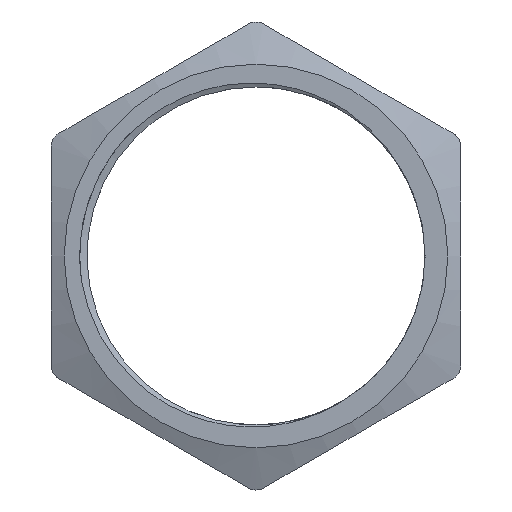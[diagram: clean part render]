
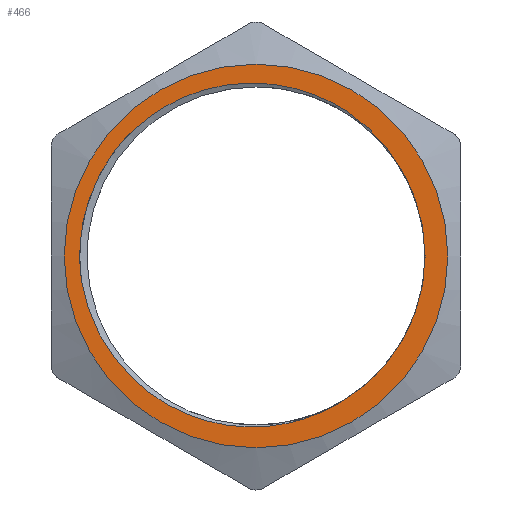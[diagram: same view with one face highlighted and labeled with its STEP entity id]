
A CAD part, front view. The second image highlights one B-rep face of the part: STEP entity #466.
In plain terms, the highlighted planar face has unit normal (0, -1, 0).
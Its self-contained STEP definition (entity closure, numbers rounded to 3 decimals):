
#20=FACE_BOUND('',#62,.T.);
#22=PLANE('',#517);
#35=FACE_OUTER_BOUND('',#61,.T.);
#61=EDGE_LOOP('',(#309));
#62=EDGE_LOOP('',(#310,#311,#312,#313));
#100=CIRCLE('',#509,5.7);
#103=CIRCLE('',#518,6.467);
#112=B_SPLINE_CURVE_WITH_KNOTS('',3,(#1932,#1933,#1934,#1935,#1936,#1937,
#1938,#1939,#1940,#1941,#1942,#1943,#1944,#1945,#1946,#1947),
 .UNSPECIFIED.,.F.,.F.,(4,2,2,2,2,2,2,4),(-1.027,-0.918,
-0.814,-0.618,-0.518,-0.331,
-0.175,0.),.UNSPECIFIED.);
#113=B_SPLINE_CURVE_WITH_KNOTS('',3,(#1949,#1950,#1951,#1952,#1953,#1954),
 .UNSPECIFIED.,.F.,.F.,(4,2,4),(-0.47,-0.235,0.),
 .UNSPECIFIED.);
#114=B_SPLINE_CURVE_WITH_KNOTS('',3,(#1955,#1956,#1957,#1958,#1959,#1960,
#1961,#1962,#1963,#1964,#1965,#1966,#1967,#1968),.UNSPECIFIED.,.F.,.F.,
(4,2,2,2,2,2,4),(-1.143,-0.98,-0.802,
-0.573,-0.342,-0.166,0.),
 .UNSPECIFIED.);
#171=VERTEX_POINT('',#612);
#172=VERTEX_POINT('',#782);
#186=VERTEX_POINT('',#1929);
#187=VERTEX_POINT('',#1931);
#188=VERTEX_POINT('',#1948);
#217=EDGE_CURVE('',#172,#171,#100,.T.);
#236=EDGE_CURVE('',#186,#186,#103,.T.);
#237=EDGE_CURVE('',#187,#171,#112,.T.);
#238=EDGE_CURVE('',#188,#187,#113,.T.);
#239=EDGE_CURVE('',#172,#188,#114,.T.);
#309=ORIENTED_EDGE('',*,*,#236,.F.);
#310=ORIENTED_EDGE('',*,*,#237,.F.);
#311=ORIENTED_EDGE('',*,*,#238,.F.);
#312=ORIENTED_EDGE('',*,*,#239,.F.);
#313=ORIENTED_EDGE('',*,*,#217,.T.);
#466=ADVANCED_FACE('',(#35,#20),#22,.F.);
#509=AXIS2_PLACEMENT_3D('',#783,#539,#540);
#517=AXIS2_PLACEMENT_3D('',#1928,#559,#560);
#518=AXIS2_PLACEMENT_3D('',#1930,#561,#562);
#539=DIRECTION('center_axis',(0.,1.,0.));
#540=DIRECTION('ref_axis',(0.,0.,1.));
#559=DIRECTION('center_axis',(0.,1.,0.));
#560=DIRECTION('ref_axis',(0.,0.,1.));
#561=DIRECTION('center_axis',(0.,1.,0.));
#562=DIRECTION('ref_axis',(0.,0.,1.));
#612=CARTESIAN_POINT('',(2.85,-1.15,-4.936));
#782=CARTESIAN_POINT('',(4.936,-1.15,2.85));
#783=CARTESIAN_POINT('Origin',(0.,-1.15,0.));
#1928=CARTESIAN_POINT('Origin',(0.,-1.15,0.));
#1929=CARTESIAN_POINT('',(0.,-1.15,-6.467));
#1930=CARTESIAN_POINT('Origin',(0.,-1.15,0.));
#1931=CARTESIAN_POINT('',(-5.886,-1.15,-0.825));
#1932=CARTESIAN_POINT('Ctrl Pts',(-5.886,-1.15,-0.825));
#1933=CARTESIAN_POINT('Ctrl Pts',(-5.822,-1.15,-1.224));
#1934=CARTESIAN_POINT('Ctrl Pts',(-5.717,-1.15,-1.615));
#1935=CARTESIAN_POINT('Ctrl Pts',(-5.434,-1.15,-2.355));
#1936=CARTESIAN_POINT('Ctrl Pts',(-5.26,-1.15,-2.703));
#1937=CARTESIAN_POINT('Ctrl Pts',(-4.664,-1.15,-3.65));
#1938=CARTESIAN_POINT('Ctrl Pts',(-4.161,-1.15,-4.191));
#1939=CARTESIAN_POINT('Ctrl Pts',(-3.272,-1.15,-4.849));
#1940=CARTESIAN_POINT('Ctrl Pts',(-2.948,-1.15,-5.044));
#1941=CARTESIAN_POINT('Ctrl Pts',(-1.976,-1.15,-5.507));
#1942=CARTESIAN_POINT('Ctrl Pts',(-1.295,-1.15,-5.691));
#1943=CARTESIAN_POINT('Ctrl Pts',(-0.016,-1.15,-5.795));
#1944=CARTESIAN_POINT('Ctrl Pts',(0.57,-1.15,-5.753));
#1945=CARTESIAN_POINT('Ctrl Pts',(1.78,-1.15,-5.48));
#1946=CARTESIAN_POINT('Ctrl Pts',(2.35,-1.15,-5.239));
#1947=CARTESIAN_POINT('Ctrl Pts',(2.85,-1.15,-4.936));
#1948=CARTESIAN_POINT('',(-4.735,-1.15,3.592));
#1949=CARTESIAN_POINT('Ctrl Pts',(-4.735,-1.15,3.592));
#1950=CARTESIAN_POINT('Ctrl Pts',(-5.209,-1.15,2.968));
#1951=CARTESIAN_POINT('Ctrl Pts',(-5.554,-1.15,2.256));
#1952=CARTESIAN_POINT('Ctrl Pts',(-5.949,-1.15,0.74));
#1953=CARTESIAN_POINT('Ctrl Pts',(-5.995,-1.15,-0.049));
#1954=CARTESIAN_POINT('Ctrl Pts',(-5.886,-1.15,-0.825));
#1955=CARTESIAN_POINT('Ctrl Pts',(4.936,-1.15,2.85));
#1956=CARTESIAN_POINT('Ctrl Pts',(4.674,-1.15,3.33));
#1957=CARTESIAN_POINT('Ctrl Pts',(4.343,-1.15,3.769));
#1958=CARTESIAN_POINT('Ctrl Pts',(3.531,-1.15,4.577));
#1959=CARTESIAN_POINT('Ctrl Pts',(3.045,-1.15,4.927));
#1960=CARTESIAN_POINT('Ctrl Pts',(1.825,-1.15,5.548));
#1961=CARTESIAN_POINT('Ctrl Pts',(1.075,-1.15,5.757));
#1962=CARTESIAN_POINT('Ctrl Pts',(-0.466,-1.15,5.873));
#1963=CARTESIAN_POINT('Ctrl Pts',(-1.242,-1.15,5.776));
#1964=CARTESIAN_POINT('Ctrl Pts',(-2.536,-1.15,5.344));
#1965=CARTESIAN_POINT('Ctrl Pts',(-3.062,-1.15,5.073));
#1966=CARTESIAN_POINT('Ctrl Pts',(-3.988,-1.15,4.41));
#1967=CARTESIAN_POINT('Ctrl Pts',(-4.391,-1.15,4.026));
#1968=CARTESIAN_POINT('Ctrl Pts',(-4.735,-1.15,3.592));
